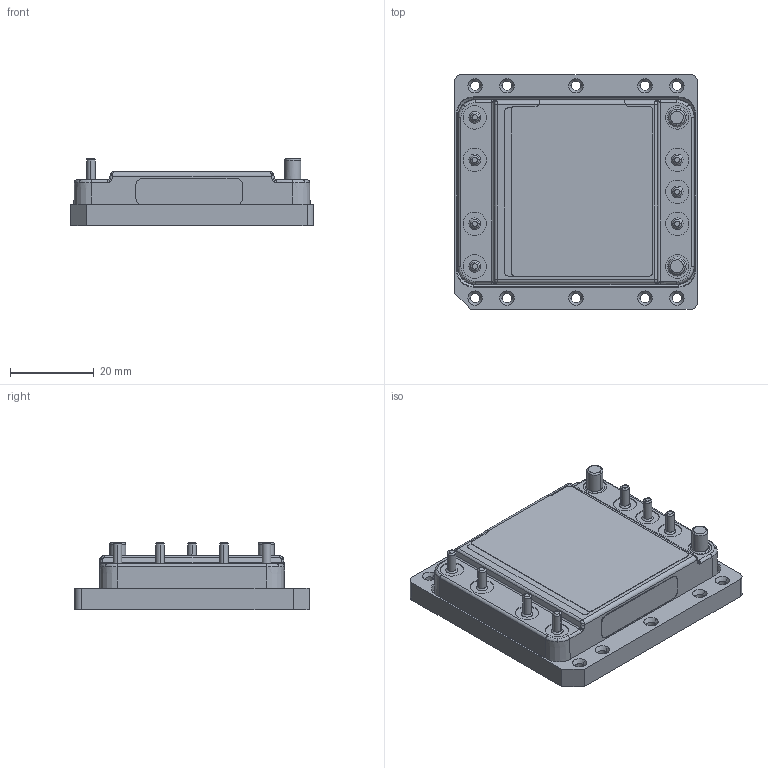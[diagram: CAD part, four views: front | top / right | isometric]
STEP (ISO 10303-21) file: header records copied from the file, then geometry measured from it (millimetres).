
FILE_DESCRIPTION (( 'STEP AP214' ), '1' );
FILE_NAME ('37206r1-VxxBxxxxxxBG2P.STEP', '2011-02-24T01:21:40', ( 'Vicor Employee' ), ( 'Vicor Corporation' ), 'SwSTEP 2.0', 'SolidWorks 2011', '' );
FILE_SCHEMA (( 'AUTOMOTIVE_DESIGN' ));
Length unit declared in the file: inch
Products named in the file (1): 37206r1-VxxBxxxxxxBG2P
Bounding box: 58.09 x 56.05 x 16.08 mm (x, y, z)
Volume: 34106 mm3; surface area: 11257.3 mm2
Topology: 1 solids, 1 shells, 400 faces, 941 edges, 574 vertices
Faces by surface type: cylinder 121, plane 103, cone 102, bspline 74
Entity records: 20196 total; most frequent: CARTESIAN_POINT 6981, ORIENTED_EDGE 1882, DIRECTION 1832, EDGE_CURVE 941, AXIS2_PLACEMENT_3D 715, VERTEX_POINT 574, EDGE_LOOP 451, VECTOR 402
